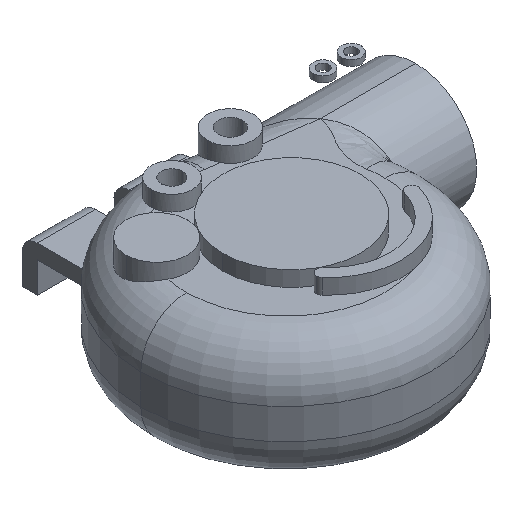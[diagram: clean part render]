
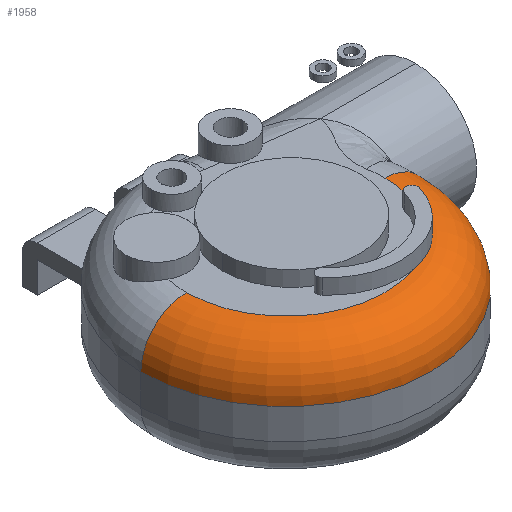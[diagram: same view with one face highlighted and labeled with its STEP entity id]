
A CAD part, isometric view. The second image highlights one B-rep face of the part: STEP entity #1958.
In plain terms, the highlighted toroidal (fillet/blend) face has major radius 32.465 mm and minor radius 15 mm.
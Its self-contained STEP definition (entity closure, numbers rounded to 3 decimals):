
#17 = CARTESIAN_POINT ( 'NONE',  ( 0., 0., 25. ) ) ;
#24 = DIRECTION ( 'NONE',  ( 1., 0., 0. ) ) ;
#177 = CARTESIAN_POINT ( 'NONE',  ( -47.465, 0., 25. ) ) ;
#181 = CIRCLE ( 'NONE', #1136, 32.465 ) ;
#184 = CARTESIAN_POINT ( 'NONE',  ( -32.465, 0., 25. ) ) ;
#214 = DIRECTION ( 'NONE',  ( 0., 1., 0. ) ) ;
#247 = DIRECTION ( 'NONE',  ( 1., 0., 0. ) ) ;
#278 = DIRECTION ( 'NONE',  ( 0., 0., -1. ) ) ;
#350 = ORIENTED_EDGE ( 'NONE', *, *, #2308, .F. ) ;
#388 = TOROIDAL_SURFACE ( 'NONE', #901, 32.465, 15. ) ;
#423 = AXIS2_PLACEMENT_3D ( 'NONE', #17, #278, #1883 ) ;
#429 = DIRECTION ( 'NONE',  ( 0., 0., 1. ) ) ;
#430 = CIRCLE ( 'NONE', #2469, 32.465 ) ;
#528 = ORIENTED_EDGE ( 'NONE', *, *, #1379, .F. ) ;
#658 = ORIENTED_EDGE ( 'NONE', *, *, #2771, .F. ) ;
#688 = CARTESIAN_POINT ( 'NONE',  ( 32.465, 0., 40. ) ) ;
#693 = CARTESIAN_POINT ( 'NONE',  ( -32.465, 0., 40. ) ) ;
#726 = DIRECTION ( 'NONE',  ( 0., 0., 1. ) ) ;
#867 = CARTESIAN_POINT ( 'NONE',  ( 32.465, 0., 25. ) ) ;
#897 = CIRCLE ( 'NONE', #1528, 15. ) ;
#901 = AXIS2_PLACEMENT_3D ( 'NONE', #2955, #2518, #24 ) ;
#918 = VERTEX_POINT ( 'NONE', #2298 ) ;
#995 = EDGE_CURVE ( 'NONE', #1711, #1499, #181, .T. ) ;
#1106 = DIRECTION ( 'NONE',  ( 1., 0., 0. ) ) ;
#1136 = AXIS2_PLACEMENT_3D ( 'NONE', #2765, #726, #1410 ) ;
#1254 = ORIENTED_EDGE ( 'NONE', *, *, #2816, .F. ) ;
#1302 = EDGE_CURVE ( 'NONE', #918, #1499, #897, .T. ) ;
#1318 = CIRCLE ( 'NONE', #423, 47.465 ) ;
#1336 = VERTEX_POINT ( 'NONE', #2687 ) ;
#1348 = ORIENTED_EDGE ( 'NONE', *, *, #1302, .T. ) ;
#1369 = CIRCLE ( 'NONE', #2140, 32.465 ) ;
#1379 = EDGE_CURVE ( 'NONE', #2045, #1336, #430, .T. ) ;
#1410 = DIRECTION ( 'NONE',  ( 1., 0., 0. ) ) ;
#1499 = VERTEX_POINT ( 'NONE', #688 ) ;
#1528 = AXIS2_PLACEMENT_3D ( 'NONE', #867, #1561, #1989 ) ;
#1561 = DIRECTION ( 'NONE',  ( 0., -1., 0. ) ) ;
#1634 = DIRECTION ( 'NONE',  ( 0., 0., 1. ) ) ;
#1711 = VERTEX_POINT ( 'NONE', #2940 ) ;
#1713 = CIRCLE ( 'NONE', #2477, 15. ) ;
#1741 = VERTEX_POINT ( 'NONE', #177 ) ;
#1830 = ORIENTED_EDGE ( 'NONE', *, *, #995, .F. ) ;
#1867 = EDGE_LOOP ( 'NONE', ( #350, #1254, #1348, #1830, #658, #528 ) ) ;
#1883 = DIRECTION ( 'NONE',  ( 1., 0., 0. ) ) ;
#1958 = ADVANCED_FACE ( 'NONE', ( #2331 ), #388, .T. ) ;
#1989 = DIRECTION ( 'NONE',  ( 0., 0., -1. ) ) ;
#2045 = VERTEX_POINT ( 'NONE', #693 ) ;
#2140 = AXIS2_PLACEMENT_3D ( 'NONE', #2539, #1634, #247 ) ;
#2298 = CARTESIAN_POINT ( 'NONE',  ( 47.465, 0., 25. ) ) ;
#2308 = EDGE_CURVE ( 'NONE', #1741, #2045, #1713, .T. ) ;
#2331 = FACE_OUTER_BOUND ( 'NONE', #1867, .T. ) ;
#2464 = CARTESIAN_POINT ( 'NONE',  ( 0., 0., 40. ) ) ;
#2469 = AXIS2_PLACEMENT_3D ( 'NONE', #2464, #429, #1106 ) ;
#2477 = AXIS2_PLACEMENT_3D ( 'NONE', #184, #214, #2945 ) ;
#2518 = DIRECTION ( 'NONE',  ( 0., 0., 1. ) ) ;
#2539 = CARTESIAN_POINT ( 'NONE',  ( 0., 0., 40. ) ) ;
#2687 = CARTESIAN_POINT ( 'NONE',  ( 10.356, -30.769, 40. ) ) ;
#2765 = CARTESIAN_POINT ( 'NONE',  ( 0., 0., 40. ) ) ;
#2771 = EDGE_CURVE ( 'NONE', #1336, #1711, #1369, .T. ) ;
#2816 = EDGE_CURVE ( 'NONE', #918, #1741, #1318, .T. ) ;
#2940 = CARTESIAN_POINT ( 'NONE',  ( 30.201, -11.912, 40. ) ) ;
#2945 = DIRECTION ( 'NONE',  ( -1., 0., 0. ) ) ;
#2955 = CARTESIAN_POINT ( 'NONE',  ( 0., 0., 25. ) ) ;
